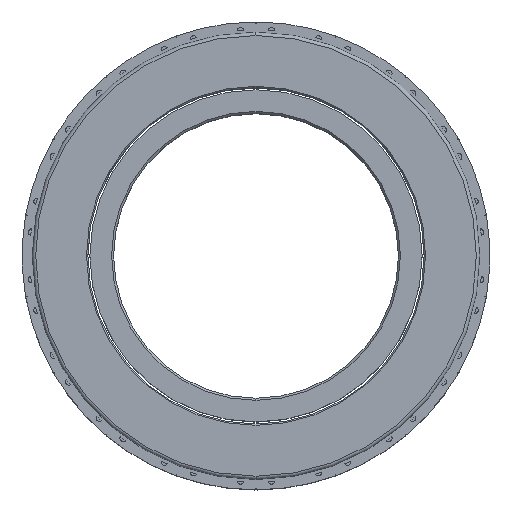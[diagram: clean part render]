
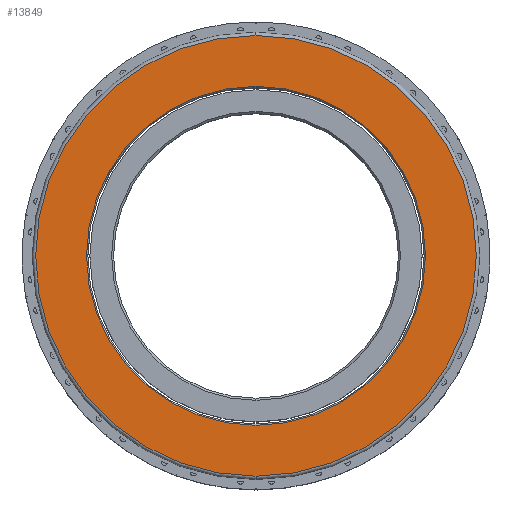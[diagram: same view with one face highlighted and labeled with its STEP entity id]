
A CAD part, top view. The second image highlights one B-rep face of the part: STEP entity #13849.
In plain terms, the highlighted planar face has unit normal (0, 0, 1).
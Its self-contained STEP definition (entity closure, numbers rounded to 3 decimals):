
#4756=CARTESIAN_POINT('',(0.,0.,22.4));
#4757=DIRECTION('',(0.,0.,1.));
#4758=DIRECTION('',(0.,1.,0.));
#4759=AXIS2_PLACEMENT_3D('',#4756,#4757,#4758);
#4761=CARTESIAN_POINT('',(0.,0.,22.4));
#4762=DIRECTION('',(0.,0.,1.));
#4763=DIRECTION('',(0.,-1.,0.));
#4764=AXIS2_PLACEMENT_3D('',#4761,#4762,#4763);
#4766=CARTESIAN_POINT('',(0.,0.,22.4));
#4767=DIRECTION('',(0.,0.,-1.));
#4768=DIRECTION('',(0.,-1.,0.));
#4769=AXIS2_PLACEMENT_3D('',#4766,#4767,#4768);
#4771=CARTESIAN_POINT('',(0.,0.,22.4));
#4772=DIRECTION('',(0.,0.,-1.));
#4773=DIRECTION('',(0.,1.,0.));
#4774=AXIS2_PLACEMENT_3D('',#4771,#4772,#4773);
#6909=CARTESIAN_POINT('',(0.,32.5,22.4));
#6910=CARTESIAN_POINT('',(0.,-32.5,22.4));
#6911=VERTEX_POINT('',#6909);
#6912=VERTEX_POINT('',#6910);
#6917=CARTESIAN_POINT('',(0.,-25.,22.4));
#6918=CARTESIAN_POINT('',(0.,25.,22.4));
#6919=VERTEX_POINT('',#6917);
#6920=VERTEX_POINT('',#6918);
#13833=CARTESIAN_POINT('',(0.,0.,22.4));
#13834=DIRECTION('',(0.,0.,1.));
#13835=DIRECTION('',(0.,-1.,0.));
#13836=AXIS2_PLACEMENT_3D('',#13833,#13834,#13835);
#13837=PLANE('',#13836);
#13838=ORIENTED_EDGE('',*,*,#13823,.F.);
#13840=ORIENTED_EDGE('',*,*,#13839,.F.);
#13841=EDGE_LOOP('',(#13838,#13840));
#13842=FACE_OUTER_BOUND('',#13841,.F.);
#13844=ORIENTED_EDGE('',*,*,#13843,.F.);
#13846=ORIENTED_EDGE('',*,*,#13845,.F.);
#13847=EDGE_LOOP('',(#13844,#13846));
#13848=FACE_BOUND('',#13847,.F.);
#13849=ADVANCED_FACE('',(#13842,#13848),#13837,.T.);
#4760=CIRCLE('',#4759,32.5);
#4765=CIRCLE('',#4764,32.5);
#4770=CIRCLE('',#4769,25.);
#4775=CIRCLE('',#4774,25.);
#13823=EDGE_CURVE('',#6911,#6912,#4760,.T.);
#13839=EDGE_CURVE('',#6912,#6911,#4765,.T.);
#13843=EDGE_CURVE('',#6919,#6920,#4770,.T.);
#13845=EDGE_CURVE('',#6920,#6919,#4775,.T.);
